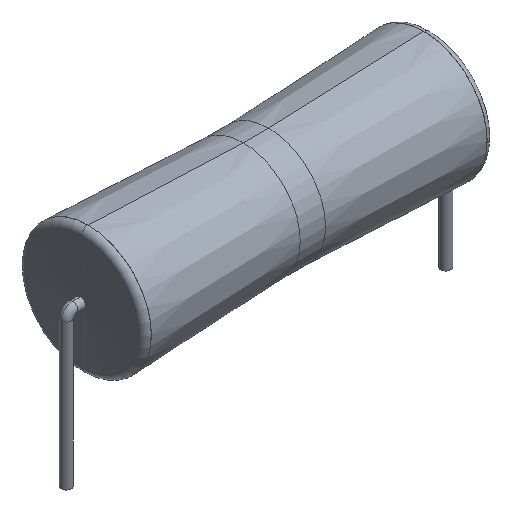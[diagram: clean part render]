
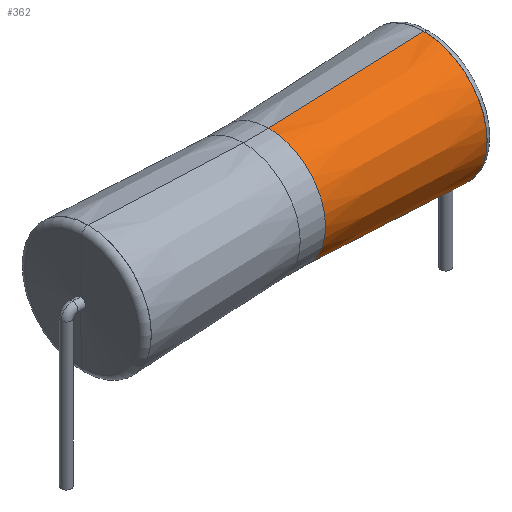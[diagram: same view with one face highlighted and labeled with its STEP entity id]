
A CAD part, isometric view. The second image highlights one B-rep face of the part: STEP entity #362.
In plain terms, the highlighted conical face has half-angle 2.334 degrees and reference radius 0.041 mm.
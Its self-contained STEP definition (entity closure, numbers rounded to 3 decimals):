
#282=CARTESIAN_POINT('POINT13',(14.135,0.,8.5));
#283=VERTEX_POINT('VERTEX13',#282);
#290=CARTESIAN_POINT('POINT14',(14.135,0.,
   3.5));
#291=VERTEX_POINT('VERTEX14',#290);
#292=CARTESIAN_POINT('POS35',(14.135,0.,6.
   ));
#293=DIRECTION('DIR62',(-1.,0.,0.));
#294=DIRECTION('DIR63',(0.,0.,-1.));
#295=AXIS2_PLACEMENT_3D('AXIS28',#292,#293,#294);
#296=CIRCLE('ELLIPSE17',#295,2.5);
#297=EDGE_CURVE('EDGE24',#291,#283,#296,.T.);
#331=ORIENTED_EDGE('COEDGE51',*,*,#297,.T.);
#332=CARTESIAN_POINT('POINT15',(8.,0.,8.25
   ));
#333=VERTEX_POINT('VERTEX15',#332);
#334=CARTESIAN_POINT('POS40',(14.135,0.,
   8.5));
#335=DIRECTION('DIR71',(-0.999,0.,
   -0.041));
#336=VECTOR('VEC9',#335,1.);
#337=LINE('STRAIGHT9',#334,#336);
#338=EDGE_CURVE('EDGE27',#283,#333,#337,.T.);
#339=ORIENTED_EDGE('COEDGE52',*,*,#338,.T.);
#340=CARTESIAN_POINT('POINT16',(8.,
   0.,3.75));
#341=VERTEX_POINT('VERTEX16',#340);
#342=CARTESIAN_POINT('POS41',(8.,0.,6.))
   ;
#343=DIRECTION('DIR72',(-1.,0.,0.));
#344=DIRECTION('DIR73',(0.,0.,-1.));
#345=AXIS2_PLACEMENT_3D('AXIS32',#342,#343,#344);
#346=CIRCLE('ELLIPSE19',#345,2.25);
#347=EDGE_CURVE('EDGE28',#341,#333,#346,.T.);
#348=ORIENTED_EDGE('COEDGE53',*,*,#347,.F.);
#349=CARTESIAN_POINT('POS42',(14.135,0.,3.5
   ));
#350=DIRECTION('DIR74',(-0.999,0.,
   0.041));
#351=VECTOR('VEC10',#350,1.);
#352=LINE('STRAIGHT10',#349,#351);
#353=EDGE_CURVE('EDGE29',#291,#341,#352,.T.);
#354=ORIENTED_EDGE('COEDGE54',*,*,#353,.F.);
#355=EDGE_LOOP('NONE',(#331,#339,#348,#354));
#356=FACE_BOUND('LOOP1',#355,.T.);
#357=CARTESIAN_POINT('POS43',(-46.215,0.,6.));
#358=DIRECTION('DIR75',(1.,0.,0.));
#359=DIRECTION('DIR76',(0.,0.,1.));
#360=AXIS2_PLACEMENT_3D('AXIS33',#357,#358,#359);
#361=CONICAL_SURFACE('CONE_SURF9',#360,0.041,
   0.041);
#362=ADVANCED_FACE('FACE14',(#356),#361,.T.);
